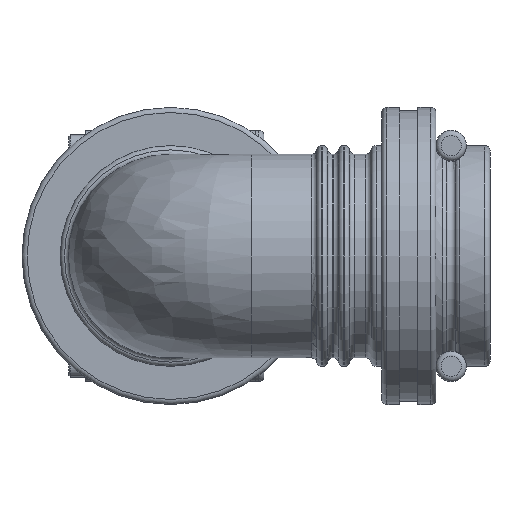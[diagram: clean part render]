
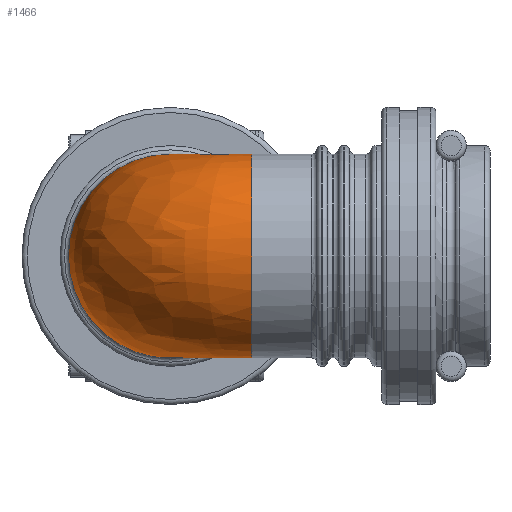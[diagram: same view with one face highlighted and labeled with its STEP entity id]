
A CAD part, front view. The second image highlights one B-rep face of the part: STEP entity #1466.
In plain terms, the highlighted free-form (B-spline) face has degree [2, 2] with [9, 3] control points.
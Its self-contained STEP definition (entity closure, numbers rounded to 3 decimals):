
#114=(
BOUNDED_SURFACE()
B_SPLINE_SURFACE(2,2,((#2463,#2464,#2465),(#2466,#2467,#2468),(#2469,#2470,
#2471),(#2472,#2473,#2474),(#2475,#2476,#2477),(#2478,#2479,#2480),(#2481,
#2482,#2483),(#2484,#2485,#2486),(#2487,#2488,#2489)),.UNSPECIFIED.,.F.,
 .F.,.F.)
B_SPLINE_SURFACE_WITH_KNOTS((3,2,2,2,3),(3,3),(-2.436,-1.218,
0.,1.218,2.436),(-1.571,
0.),.UNSPECIFIED.)
GEOMETRIC_REPRESENTATION_ITEM()
RATIONAL_B_SPLINE_SURFACE(((1.,0.707,1.),(0.82,
0.58,0.82),(1.,0.707,1.),(0.82,
0.58,0.82),(1.,0.707,1.),(0.82,
0.58,0.82),(1.,0.707,1.),(0.82,
0.58,0.82),(1.,0.707,1.)))
REPRESENTATION_ITEM('')
SURFACE()
);
#214=CIRCLE('',#1598,96.);
#216=CIRCLE('',#1600,96.);
#386=FACE_OUTER_BOUND('',#516,.T.);
#516=EDGE_LOOP('',(#1106,#1107,#1108,#1109));
#743=B_SPLINE_CURVE_WITH_KNOTS('',3,(#2427,#2428,#2429,#2430,#2431,#2432,
#2433,#2434,#2435,#2436,#2437,#2438,#2439,#2440),.UNSPECIFIED.,.F.,.F.,
(4,2,2,2,2,2,4),(-0.001,0.,0.109,0.216,
0.389,0.575,0.576),.UNSPECIFIED.);
#744=B_SPLINE_CURVE_WITH_KNOTS('',3,(#2444,#2445,#2446,#2447,#2448,#2449,
#2450,#2451,#2452,#2453,#2454,#2455,#2456,#2457),.UNSPECIFIED.,.F.,.F.,
(4,2,2,2,2,2,4),(-0.001,0.,0.186,0.359,
0.466,0.575,0.576),.UNSPECIFIED.);
#781=VERTEX_POINT('',#2425);
#782=VERTEX_POINT('',#2426);
#783=VERTEX_POINT('',#2441);
#784=VERTEX_POINT('',#2443);
#925=EDGE_CURVE('',#781,#782,#743,.T.);
#927=EDGE_CURVE('',#784,#783,#744,.T.);
#929=EDGE_CURVE('',#781,#783,#214,.T.);
#931=EDGE_CURVE('',#784,#782,#216,.T.);
#1106=ORIENTED_EDGE('',*,*,#927,.T.);
#1107=ORIENTED_EDGE('',*,*,#929,.F.);
#1108=ORIENTED_EDGE('',*,*,#925,.T.);
#1109=ORIENTED_EDGE('',*,*,#931,.F.);
#1466=ADVANCED_FACE('',(#386),#114,.F.);
#1598=AXIS2_PLACEMENT_3D('',#2460,#1858,#1859);
#1600=AXIS2_PLACEMENT_3D('',#2490,#1862,#1863);
#1858=DIRECTION('center_axis',(1.,0.,0.));
#1859=DIRECTION('ref_axis',(0.,0.,-1.));
#1862=DIRECTION('center_axis',(0.,1.,0.));
#1863=DIRECTION('ref_axis',(0.,0.,-1.));
#2425=CARTESIAN_POINT('',(76.6,72.808,62.57));
#2426=CARTESIAN_POINT('',(72.808,76.6,62.57));
#2427=CARTESIAN_POINT('Ctrl Pts',(76.6,72.808,62.57));
#2428=CARTESIAN_POINT('Ctrl Pts',(76.597,72.809,62.569));
#2429=CARTESIAN_POINT('Ctrl Pts',(76.593,72.809,62.569));
#2430=CARTESIAN_POINT('Ctrl Pts',(76.241,72.878,62.49));
#2431=CARTESIAN_POINT('Ctrl Pts',(75.898,72.984,62.424));
#2432=CARTESIAN_POINT('Ctrl Pts',(75.246,73.269,62.321));
#2433=CARTESIAN_POINT('Ctrl Pts',(74.939,73.445,62.285));
#2434=CARTESIAN_POINT('Ctrl Pts',(74.189,73.997,62.229));
#2435=CARTESIAN_POINT('Ctrl Pts',(73.794,74.42,62.237));
#2436=CARTESIAN_POINT('Ctrl Pts',(73.15,75.423,62.337));
#2437=CARTESIAN_POINT('Ctrl Pts',(72.926,75.996,62.435));
#2438=CARTESIAN_POINT('Ctrl Pts',(72.809,76.593,62.569));
#2439=CARTESIAN_POINT('Ctrl Pts',(72.809,76.597,62.569));
#2440=CARTESIAN_POINT('Ctrl Pts',(72.808,76.6,62.57));
#2441=CARTESIAN_POINT('',(76.6,72.808,-62.57));
#2443=CARTESIAN_POINT('',(72.808,76.6,-62.57));
#2444=CARTESIAN_POINT('Ctrl Pts',(72.808,76.6,-62.57));
#2445=CARTESIAN_POINT('Ctrl Pts',(72.809,76.597,-62.569));
#2446=CARTESIAN_POINT('Ctrl Pts',(72.809,76.593,-62.569));
#2447=CARTESIAN_POINT('Ctrl Pts',(72.926,75.996,-62.435));
#2448=CARTESIAN_POINT('Ctrl Pts',(73.15,75.423,-62.337));
#2449=CARTESIAN_POINT('Ctrl Pts',(73.794,74.42,-62.237));
#2450=CARTESIAN_POINT('Ctrl Pts',(74.189,73.997,-62.229));
#2451=CARTESIAN_POINT('Ctrl Pts',(74.939,73.445,-62.285));
#2452=CARTESIAN_POINT('Ctrl Pts',(75.246,73.269,-62.321));
#2453=CARTESIAN_POINT('Ctrl Pts',(75.898,72.984,-62.424));
#2454=CARTESIAN_POINT('Ctrl Pts',(76.241,72.878,-62.49));
#2455=CARTESIAN_POINT('Ctrl Pts',(76.593,72.809,-62.569));
#2456=CARTESIAN_POINT('Ctrl Pts',(76.597,72.809,-62.569));
#2457=CARTESIAN_POINT('Ctrl Pts',(76.6,72.808,-62.57));
#2460=CARTESIAN_POINT('Origin',(76.6,0.,0.));
#2463=CARTESIAN_POINT('Ctrl Pts',(76.6,73.099,62.229));
#2464=CARTESIAN_POINT('Ctrl Pts',(73.099,73.099,62.229));
#2465=CARTESIAN_POINT('Ctrl Pts',(73.099,76.6,62.229));
#2466=CARTESIAN_POINT('Ctrl Pts',(76.6,29.691,113.22));
#2467=CARTESIAN_POINT('Ctrl Pts',(29.691,29.691,113.22));
#2468=CARTESIAN_POINT('Ctrl Pts',(29.691,76.6,113.22));
#2469=CARTESIAN_POINT('Ctrl Pts',(76.6,-33.155,90.093));
#2470=CARTESIAN_POINT('Ctrl Pts',(-33.155,-33.155,90.093));
#2471=CARTESIAN_POINT('Ctrl Pts',(-33.155,76.6,90.093));
#2472=CARTESIAN_POINT('Ctrl Pts',(76.6,-96.,66.966));
#2473=CARTESIAN_POINT('Ctrl Pts',(-96.,-96.,66.966));
#2474=CARTESIAN_POINT('Ctrl Pts',(-96.,76.6,66.966));
#2475=CARTESIAN_POINT('Ctrl Pts',(76.6,-96.,0.));
#2476=CARTESIAN_POINT('Ctrl Pts',(-96.,-96.,0.));
#2477=CARTESIAN_POINT('Ctrl Pts',(-96.,76.6,0.));
#2478=CARTESIAN_POINT('Ctrl Pts',(76.6,-96.,-66.966));
#2479=CARTESIAN_POINT('Ctrl Pts',(-96.,-96.,-66.966));
#2480=CARTESIAN_POINT('Ctrl Pts',(-96.,76.6,-66.966));
#2481=CARTESIAN_POINT('Ctrl Pts',(76.6,-33.155,-90.093));
#2482=CARTESIAN_POINT('Ctrl Pts',(-33.155,-33.155,-90.093));
#2483=CARTESIAN_POINT('Ctrl Pts',(-33.155,76.6,-90.093));
#2484=CARTESIAN_POINT('Ctrl Pts',(76.6,29.691,-113.22));
#2485=CARTESIAN_POINT('Ctrl Pts',(29.691,29.691,-113.22));
#2486=CARTESIAN_POINT('Ctrl Pts',(29.691,76.6,-113.22));
#2487=CARTESIAN_POINT('Ctrl Pts',(76.6,73.099,-62.229));
#2488=CARTESIAN_POINT('Ctrl Pts',(73.099,73.099,-62.229));
#2489=CARTESIAN_POINT('Ctrl Pts',(73.099,76.6,-62.229));
#2490=CARTESIAN_POINT('Origin',(0.,76.6,0.));
